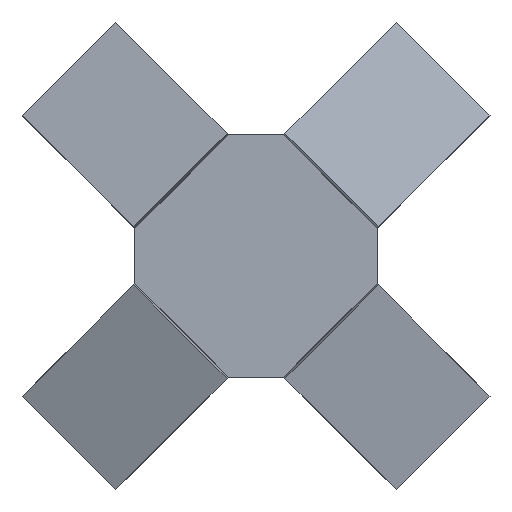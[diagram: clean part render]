
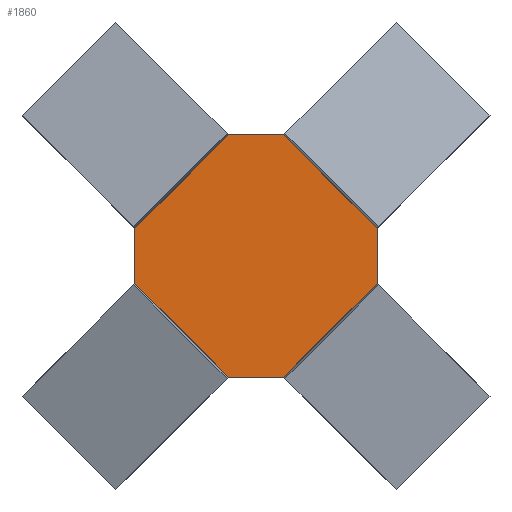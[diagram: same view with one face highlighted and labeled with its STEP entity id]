
A CAD part, top view. The second image highlights one B-rep face of the part: STEP entity #1860.
In plain terms, the highlighted planar face has unit normal (0, 0, 1).
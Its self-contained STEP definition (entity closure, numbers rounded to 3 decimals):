
#1592=CARTESIAN_POINT('Vertex',(-16.607,73.175,3295.526)) ;
#1606=CARTESIAN_POINT('Vertex',(-73.175,16.607,3295.526)) ;
#1609=CARTESIAN_POINT('Line Origine',(-44.891,44.891,3295.526)) ;
#1637=CARTESIAN_POINT('Vertex',(-73.175,-16.607,3295.526)) ;
#1640=CARTESIAN_POINT('Line Origine',(-73.175,0.,3295.526)) ;
#1668=CARTESIAN_POINT('Vertex',(-16.607,-73.175,3295.526)) ;
#1671=CARTESIAN_POINT('Line Origine',(-44.891,-44.891,3295.526)) ;
#1699=CARTESIAN_POINT('Vertex',(16.607,-73.175,3295.526)) ;
#1702=CARTESIAN_POINT('Line Origine',(0.,-73.175,3295.526)) ;
#1730=CARTESIAN_POINT('Vertex',(73.175,-16.607,3295.526)) ;
#1733=CARTESIAN_POINT('Line Origine',(44.891,-44.891,3295.526)) ;
#1761=CARTESIAN_POINT('Vertex',(73.175,16.607,3295.526)) ;
#1764=CARTESIAN_POINT('Line Origine',(73.175,0.,3295.526)) ;
#1792=CARTESIAN_POINT('Vertex',(16.607,73.175,3295.526)) ;
#1795=CARTESIAN_POINT('Line Origine',(44.891,44.891,3295.526)) ;
#1817=CARTESIAN_POINT('Line Origine',(0.,73.175,3295.526)) ;
#1845=CARTESIAN_POINT('Axis2P3D Location',(0.,0.,3295.526)) ;
#1610=DIRECTION('Vector Direction',(0.707,0.707,0.)) ;
#1641=DIRECTION('Vector Direction',(0.,1.,0.)) ;
#1672=DIRECTION('Vector Direction',(-0.707,0.707,0.)) ;
#1703=DIRECTION('Vector Direction',(-1.,0.,0.)) ;
#1734=DIRECTION('Vector Direction',(-0.707,-0.707,0.)) ;
#1765=DIRECTION('Vector Direction',(0.,-1.,0.)) ;
#1796=DIRECTION('Vector Direction',(0.707,-0.707,0.)) ;
#1818=DIRECTION('Vector Direction',(1.,0.,0.)) ;
#1846=DIRECTION('Axis2P3D Direction',(0.,0.,1.)) ;
#1847=DIRECTION('Axis2P3D XDirection',(1.,0.,0.)) ;
#1848=AXIS2_PLACEMENT_3D('Plane Axis2P3D',#1845,#1846,#1847) ;
#1851=ORIENTED_EDGE('',*,*,#1613,.T.) ;
#1852=ORIENTED_EDGE('',*,*,#1644,.T.) ;
#1853=ORIENTED_EDGE('',*,*,#1675,.T.) ;
#1854=ORIENTED_EDGE('',*,*,#1706,.T.) ;
#1855=ORIENTED_EDGE('',*,*,#1737,.T.) ;
#1856=ORIENTED_EDGE('',*,*,#1768,.T.) ;
#1857=ORIENTED_EDGE('',*,*,#1799,.T.) ;
#1858=ORIENTED_EDGE('',*,*,#1821,.T.) ;
#1611=VECTOR('Line Direction',#1610,1.) ;
#1642=VECTOR('Line Direction',#1641,1.) ;
#1673=VECTOR('Line Direction',#1672,1.) ;
#1704=VECTOR('Line Direction',#1703,1.) ;
#1735=VECTOR('Line Direction',#1734,1.) ;
#1766=VECTOR('Line Direction',#1765,1.) ;
#1797=VECTOR('Line Direction',#1796,1.) ;
#1819=VECTOR('Line Direction',#1818,1.) ;
#1860=ADVANCED_FACE('Corps de pi\X2\00E8\X0\ce.5',(#1859),#1849,.T.) ;
#1613=EDGE_CURVE('',#1593,#1607,#1612,.F.) ;
#1644=EDGE_CURVE('',#1607,#1638,#1643,.F.) ;
#1675=EDGE_CURVE('',#1638,#1669,#1674,.F.) ;
#1706=EDGE_CURVE('',#1669,#1700,#1705,.F.) ;
#1737=EDGE_CURVE('',#1700,#1731,#1736,.F.) ;
#1768=EDGE_CURVE('',#1731,#1762,#1767,.F.) ;
#1799=EDGE_CURVE('',#1762,#1793,#1798,.F.) ;
#1821=EDGE_CURVE('',#1793,#1593,#1820,.F.) ;
#1850=EDGE_LOOP('',(#1851,#1852,#1853,#1854,#1855,#1856,#1857,#1858)) ;
#1859=FACE_OUTER_BOUND('',#1850,.T.) ;
#1612=LINE('Line',#1609,#1611) ;
#1643=LINE('Line',#1640,#1642) ;
#1674=LINE('Line',#1671,#1673) ;
#1705=LINE('Line',#1702,#1704) ;
#1736=LINE('Line',#1733,#1735) ;
#1767=LINE('Line',#1764,#1766) ;
#1798=LINE('Line',#1795,#1797) ;
#1820=LINE('Line',#1817,#1819) ;
#1849=PLANE('Plane',#1848) ;
#1593=VERTEX_POINT('',#1592) ;
#1607=VERTEX_POINT('',#1606) ;
#1638=VERTEX_POINT('',#1637) ;
#1669=VERTEX_POINT('',#1668) ;
#1700=VERTEX_POINT('',#1699) ;
#1731=VERTEX_POINT('',#1730) ;
#1762=VERTEX_POINT('',#1761) ;
#1793=VERTEX_POINT('',#1792) ;
